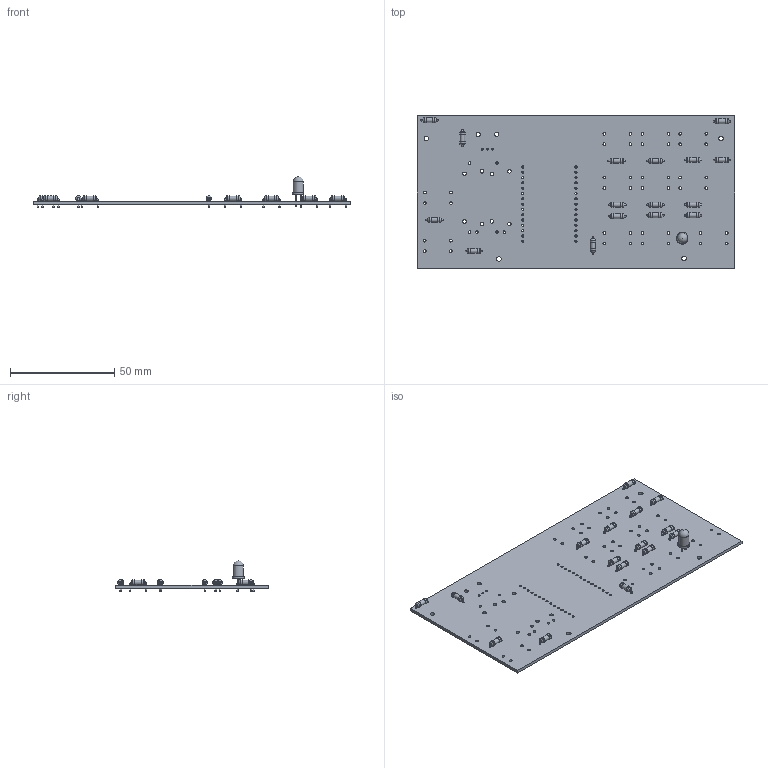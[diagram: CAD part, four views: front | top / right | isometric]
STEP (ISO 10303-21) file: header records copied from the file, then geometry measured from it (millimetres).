
FILE_DESCRIPTION(('KiCad electronic assembly'),'2;1');
FILE_NAME('SecondTry.step','2025-07-19T17:48:00',('Pcbnew'),('Kicad'), 'Open CASCADE STEP processor 7.8','KiCad to STEP converter','Unknown' );
FILE_SCHEMA(('AUTOMOTIVE_DESIGN { 1 0 10303 214 1 1 1 1 }'));
Length unit declared in the file: millimetre
Products named in the file (4): SecondTry 1; R_Axial_DIN0207_L6.3mm_D2.5mm_P7.62mm_Horizontal; LED_D5.0mm; SecondTry_PCB
Assembly tree (18 placements, depth 2):
  SecondTry 1
    R_Axial_DIN0207_L6.3mm_D2.5mm_P7.62mm_Horizontal  x16
    LED_D5.0mm
    SecondTry_PCB
Bounding box: 151.75 x 73 x 14.6 mm (x, y, z)
Volume: 17128.5 mm3; surface area: 24580.8 mm2
Topology: 18 solids, 18 shells, 399 faces, 826 edges, 529 vertices
Faces by surface type: cylinder 215, plane 119, torus 64, sphere 1
Full cylindrical faces by diameter (mm): 0.6 x32, 0.8 x32, 0.9 x2, 1 x3, 1.04 x30, 1.2 x6, 1.3 x44, 1.7 x8, 2.2 x4, 2.25 x16, 2.5 x32, 4.9 x1
Entity records: 6970 total; most frequent: CARTESIAN_POINT 1324, DIRECTION 1151, ORIENTED_EDGE 960, AXIS2_PLACEMENT_3D 480, EDGE_CURVE 480, FACE_BOUND 443, EDGE_LOOP 443, VERTEX_POINT 319
